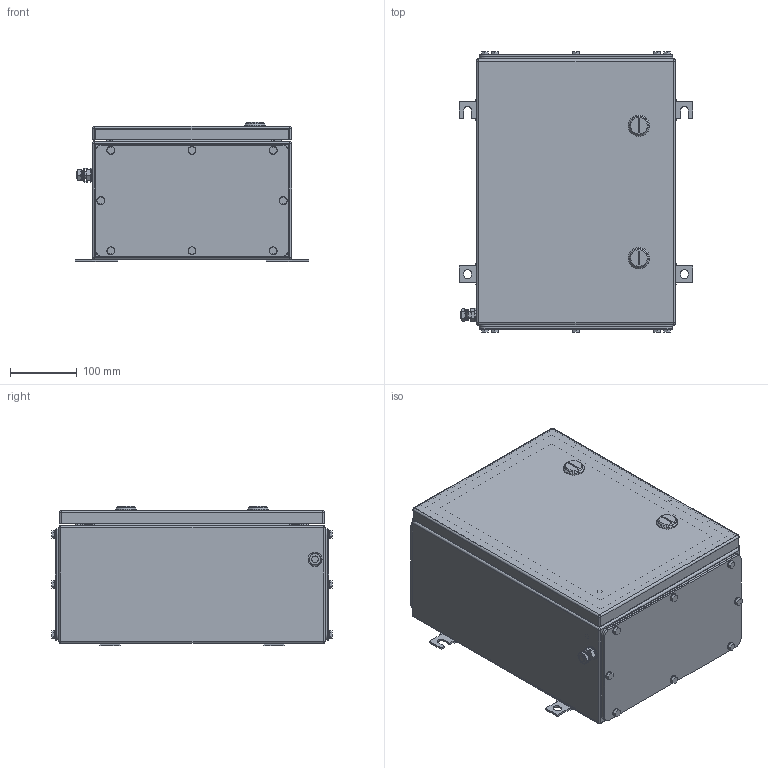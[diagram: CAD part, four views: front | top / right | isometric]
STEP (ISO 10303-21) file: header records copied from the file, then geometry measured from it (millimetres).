
FILE_DESCRIPTION(('CATIA V5 STEP Exchange','CAx-IF Rec.Pracs.--- Model Styling and Organization---1.4--- 2014-01-23'),'2;1');
FILE_NAME ('008802-5_3_1200290000_1200290000.stp','2019-09-23T07:40:27+00:00',('none'),('Weidmueller'),'CATIA Version 5-6 Release 2016 SP3 HF44','CATIA V5 STEP AP214','none');
FILE_SCHEMA(('AUTOMOTIVE_DESIGN { 1 0 10303 214 1 1 1 1 }'));
Length unit declared in the file: millimetre
Products named in the file (1): 1200290000
Bounding box: 351 x 422 x 209.8 mm (x, y, z)
Volume: 1308231.6 mm3; surface area: 1407503 mm2
Topology: 82 solids, 84 shells, 1673 faces, 3868 edges, 2424 vertices
Faces by surface type: plane 749, cylinder 706, cone 164, sphere 24, torus 22, bspline 8
Entity records: 45699 total; most frequent: CARTESIAN_POINT 9951, ORIENTED_EDGE 7600, DIRECTION 6035, EDGE_CURVE 3800, AXIS2_PLACEMENT_3D 2611, VERTEX_POINT 2424, VECTOR 2152, LINE 2152
